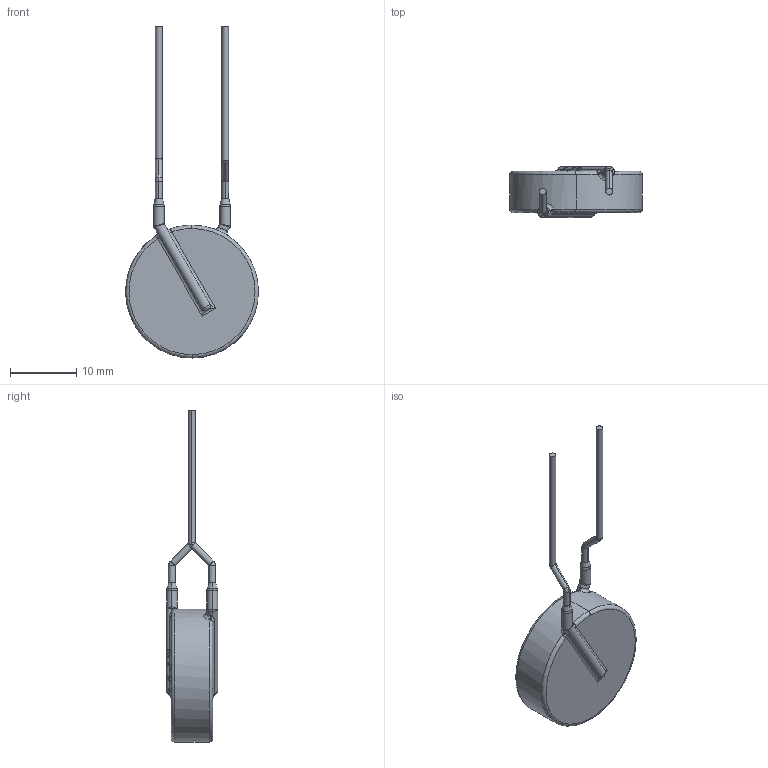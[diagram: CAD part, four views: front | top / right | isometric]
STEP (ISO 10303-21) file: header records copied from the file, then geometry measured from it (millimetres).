
FILE_DESCRIPTION (( 'STEP AP203' ), '1' );
FILE_NAME ('IsoM8-xxxMT_L2.STEP', '2021-07-07T20:25:38', ( '' ), ( '' ), 'SwSTEP 2.0', 'SolidWorks 2020', '' );
FILE_SCHEMA (( 'CONFIG_CONTROL_DESIGN' ));
Length unit declared in the file: millimetre
Products named in the file (8): ISOMOV_K20_14-703-1010__2_47_.stp; IsoM8-xxxMT_L2; GLASS_20.stp; wire; ISOMOV_K20_1_ASM.stp; AISO5CVXXXM20_ASM.stp; epoxy k20; isomov_sestavljen_k20_asm.stp
Assembly tree (9 placements, depth 5):
  IsoM8-xxxMT_L2
    isomov_sestavljen_k20_asm.stp
      AISO5CVXXXM20_ASM.stp
        ISOMOV_K20_1_ASM.stp
          ISOMOV_K20_14-703-1010__2_47_.stp  x2
          GLASS_20.stp  x2
    epoxy k20
    wire
Bounding box: 20 x 7.7 x 50 mm (x, y, z)
Volume: 1440.4 mm3; surface area: 5331.6 mm2
Topology: 6 solids, 10 shells, 2804 faces, 6866 edges, 4544 vertices
Faces by surface type: plane 2130, bspline 425, cylinder 207, cone 36, torus 6
Entity records: 76566 total; most frequent: CARTESIAN_POINT 25631, ORIENTED_EDGE 11027, DIRECTION 8420, EDGE_CURVE 5518, VECTOR 4146, LINE 4146, VERTEX_POINT 3656, EDGE_LOOP 2605
